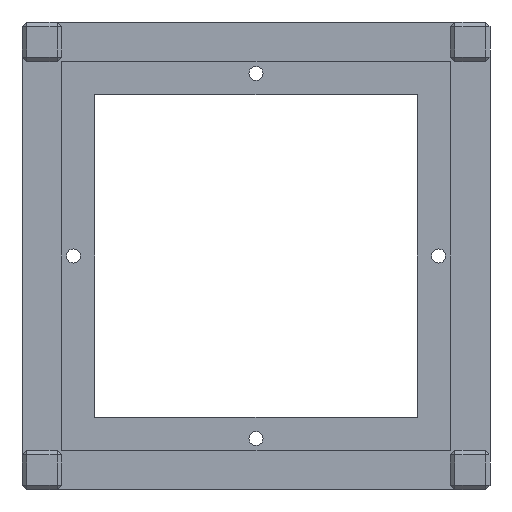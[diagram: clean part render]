
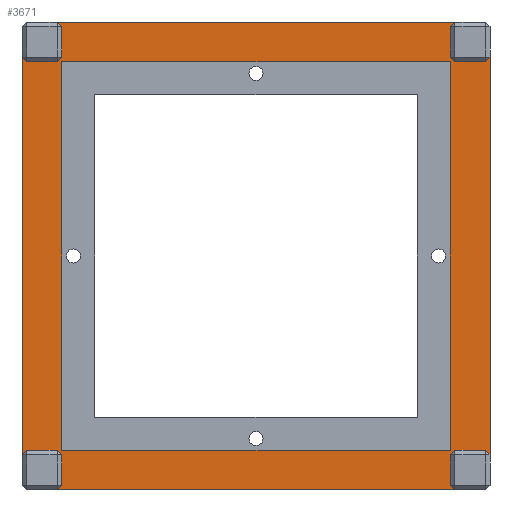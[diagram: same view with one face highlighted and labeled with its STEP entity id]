
A CAD part, front view. The second image highlights one B-rep face of the part: STEP entity #3671.
In plain terms, the highlighted planar face has unit normal (0, -1, 0).
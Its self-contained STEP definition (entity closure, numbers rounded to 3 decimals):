
#80=FACE_BOUND('',#733,.T.);
#255=PLANE('',#3939);
#461=FACE_OUTER_BOUND('',#732,.T.);
#732=EDGE_LOOP('',(#3393,#3394,#3395,#3396,#3397,#3398,#3399,#3400,#3401,
#3402,#3403,#3404,#3405,#3406,#3407,#3408,#3409,#3410,#3411,#3412,#3413,
#3414,#3415,#3416));
#733=EDGE_LOOP('',(#3417,#3418,#3419,#3420));
#796=LINE('',#5115,#1240);
#813=LINE('',#5147,#1257);
#820=LINE('',#5159,#1264);
#827=LINE('',#5171,#1271);
#837=LINE('',#5190,#1281);
#885=LINE('',#5288,#1329);
#888=LINE('',#5293,#1332);
#890=LINE('',#5298,#1334);
#895=LINE('',#5307,#1339);
#905=LINE('',#5326,#1349);
#953=LINE('',#5427,#1397);
#958=LINE('',#5436,#1402);
#963=LINE('',#5445,#1407);
#968=LINE('',#5452,#1412);
#973=LINE('',#5462,#1417);
#1017=LINE('',#5554,#1461);
#1020=LINE('',#5559,#1464);
#1026=LINE('',#5570,#1470);
#1031=LINE('',#5577,#1475);
#1036=LINE('',#5587,#1480);
#1165=LINE('',#5853,#1609);
#1168=LINE('',#5858,#1612);
#1169=LINE('',#5860,#1613);
#1170=LINE('',#5863,#1614);
#1175=LINE('',#5872,#1619);
#1176=LINE('',#5874,#1620);
#1182=LINE('',#5886,#1626);
#1183=LINE('',#5887,#1627);
#1240=VECTOR('',#4172,10.);
#1257=VECTOR('',#4203,10.);
#1264=VECTOR('',#4216,10.);
#1271=VECTOR('',#4229,10.);
#1281=VECTOR('',#4241,10.);
#1329=VECTOR('',#4335,10.);
#1332=VECTOR('',#4340,10.);
#1334=VECTOR('',#4344,10.);
#1339=VECTOR('',#4353,10.);
#1349=VECTOR('',#4365,10.);
#1397=VECTOR('',#4455,10.);
#1402=VECTOR('',#4464,10.);
#1407=VECTOR('',#4473,10.);
#1412=VECTOR('',#4482,10.);
#1417=VECTOR('',#4489,10.);
#1461=VECTOR('',#4575,10.);
#1464=VECTOR('',#4580,10.);
#1470=VECTOR('',#4592,10.);
#1475=VECTOR('',#4601,10.);
#1480=VECTOR('',#4608,10.);
#1609=VECTOR('',#4841,10.);
#1612=VECTOR('',#4846,10.);
#1613=VECTOR('',#4849,10.);
#1614=VECTOR('',#4852,10.);
#1619=VECTOR('',#4863,10.);
#1620=VECTOR('',#4866,10.);
#1626=VECTOR('',#4884,10.);
#1627=VECTOR('',#4885,10.);
#1749=VERTEX_POINT('',#5113);
#1750=VERTEX_POINT('',#5114);
#1757=VERTEX_POINT('',#5145);
#1758=VERTEX_POINT('',#5146);
#1759=VERTEX_POINT('',#5157);
#1760=VERTEX_POINT('',#5158);
#1762=VERTEX_POINT('',#5170);
#1796=VERTEX_POINT('',#5286);
#1797=VERTEX_POINT('',#5287);
#1798=VERTEX_POINT('',#5292);
#1799=VERTEX_POINT('',#5296);
#1800=VERTEX_POINT('',#5297);
#1802=VERTEX_POINT('',#5306);
#1841=VERTEX_POINT('',#5425);
#1842=VERTEX_POINT('',#5426);
#1843=VERTEX_POINT('',#5434);
#1844=VERTEX_POINT('',#5435);
#1845=VERTEX_POINT('',#5443);
#1846=VERTEX_POINT('',#5444);
#1876=VERTEX_POINT('',#5552);
#1877=VERTEX_POINT('',#5553);
#1878=VERTEX_POINT('',#5558);
#1879=VERTEX_POINT('',#5568);
#1880=VERTEX_POINT('',#5569);
#1968=VERTEX_POINT('',#5850);
#1969=VERTEX_POINT('',#5852);
#1970=VERTEX_POINT('',#5856);
#1971=VERTEX_POINT('',#5862);
#2076=EDGE_CURVE('',#1749,#1750,#796,.F.);
#2093=EDGE_CURVE('',#1757,#1758,#813,.F.);
#2100=EDGE_CURVE('',#1759,#1760,#820,.F.);
#2107=EDGE_CURVE('',#1750,#1762,#827,.T.);
#2117=EDGE_CURVE('',#1760,#1749,#837,.T.);
#2165=EDGE_CURVE('',#1796,#1797,#885,.F.);
#2168=EDGE_CURVE('',#1762,#1798,#888,.F.);
#2170=EDGE_CURVE('',#1799,#1800,#890,.F.);
#2175=EDGE_CURVE('',#1797,#1802,#895,.T.);
#2185=EDGE_CURVE('',#1800,#1796,#905,.T.);
#2233=EDGE_CURVE('',#1841,#1842,#953,.F.);
#2238=EDGE_CURVE('',#1843,#1844,#958,.F.);
#2243=EDGE_CURVE('',#1845,#1846,#963,.F.);
#2248=EDGE_CURVE('',#1757,#1844,#968,.T.);
#2253=EDGE_CURVE('',#1846,#1843,#973,.T.);
#2297=EDGE_CURVE('',#1876,#1877,#1017,.F.);
#2300=EDGE_CURVE('',#1802,#1878,#1020,.F.);
#2306=EDGE_CURVE('',#1879,#1880,#1026,.F.);
#2311=EDGE_CURVE('',#1841,#1877,#1031,.T.);
#2316=EDGE_CURVE('',#1880,#1876,#1036,.T.);
#2445=EDGE_CURVE('',#1968,#1969,#1165,.T.);
#2448=EDGE_CURVE('',#1970,#1968,#1168,.T.);
#2449=EDGE_CURVE('',#1842,#1845,#1169,.T.);
#2450=EDGE_CURVE('',#1971,#1969,#1170,.T.);
#2455=EDGE_CURVE('',#1970,#1971,#1175,.T.);
#2456=EDGE_CURVE('',#1798,#1799,#1176,.T.);
#2462=EDGE_CURVE('',#1758,#1759,#1182,.T.);
#2463=EDGE_CURVE('',#1878,#1879,#1183,.T.);
#3393=ORIENTED_EDGE('',*,*,#2462,.F.);
#3394=ORIENTED_EDGE('',*,*,#2093,.F.);
#3395=ORIENTED_EDGE('',*,*,#2248,.T.);
#3396=ORIENTED_EDGE('',*,*,#2238,.F.);
#3397=ORIENTED_EDGE('',*,*,#2253,.F.);
#3398=ORIENTED_EDGE('',*,*,#2243,.F.);
#3399=ORIENTED_EDGE('',*,*,#2449,.F.);
#3400=ORIENTED_EDGE('',*,*,#2233,.F.);
#3401=ORIENTED_EDGE('',*,*,#2311,.T.);
#3402=ORIENTED_EDGE('',*,*,#2297,.F.);
#3403=ORIENTED_EDGE('',*,*,#2316,.F.);
#3404=ORIENTED_EDGE('',*,*,#2306,.F.);
#3405=ORIENTED_EDGE('',*,*,#2463,.F.);
#3406=ORIENTED_EDGE('',*,*,#2300,.F.);
#3407=ORIENTED_EDGE('',*,*,#2175,.F.);
#3408=ORIENTED_EDGE('',*,*,#2165,.F.);
#3409=ORIENTED_EDGE('',*,*,#2185,.F.);
#3410=ORIENTED_EDGE('',*,*,#2170,.F.);
#3411=ORIENTED_EDGE('',*,*,#2456,.F.);
#3412=ORIENTED_EDGE('',*,*,#2168,.F.);
#3413=ORIENTED_EDGE('',*,*,#2107,.F.);
#3414=ORIENTED_EDGE('',*,*,#2076,.F.);
#3415=ORIENTED_EDGE('',*,*,#2117,.F.);
#3416=ORIENTED_EDGE('',*,*,#2100,.F.);
#3417=ORIENTED_EDGE('',*,*,#2455,.T.);
#3418=ORIENTED_EDGE('',*,*,#2450,.T.);
#3419=ORIENTED_EDGE('',*,*,#2445,.F.);
#3420=ORIENTED_EDGE('',*,*,#2448,.F.);
#3671=ADVANCED_FACE('',(#461,#80),#255,.T.);
#3939=AXIS2_PLACEMENT_3D('',#5885,#4882,#4883);
#4172=DIRECTION('',(-0.707,0.,0.707));
#4203=DIRECTION('',(0.707,0.,-0.707));
#4216=DIRECTION('',(0.707,0.,0.707));
#4229=DIRECTION('',(-1.,0.,0.));
#4241=DIRECTION('',(0.,0.,-1.));
#4335=DIRECTION('',(0.707,0.,0.707));
#4340=DIRECTION('',(-0.707,0.,-0.707));
#4344=DIRECTION('',(0.707,0.,-0.707));
#4353=DIRECTION('',(0.,0.,1.));
#4365=DIRECTION('',(-1.,0.,0.));
#4455=DIRECTION('',(0.707,0.,0.707));
#4464=DIRECTION('',(-0.707,0.,-0.707));
#4473=DIRECTION('',(-0.707,0.,0.707));
#4482=DIRECTION('',(0.,0.,1.));
#4489=DIRECTION('',(1.,0.,0.));
#4575=DIRECTION('',(0.707,0.,-0.707));
#4580=DIRECTION('',(-0.707,0.,0.707));
#4592=DIRECTION('',(-0.707,0.,-0.707));
#4601=DIRECTION('',(-1.,0.,0.));
#4608=DIRECTION('',(0.,0.,1.));
#4841=DIRECTION('',(-1.,0.,0.));
#4846=DIRECTION('',(0.,0.,1.));
#4849=DIRECTION('',(0.,0.,-1.));
#4852=DIRECTION('',(0.,0.,1.));
#4863=DIRECTION('',(-1.,0.,0.));
#4866=DIRECTION('',(0.,0.,1.));
#4882=DIRECTION('center_axis',(0.,-1.,0.));
#4883=DIRECTION('ref_axis',(1.,0.,0.));
#4884=DIRECTION('',(-1.,0.,0.));
#4885=DIRECTION('',(1.,0.,0.));
#5113=CARTESIAN_POINT('',(-3.5,6.5,-49.));
#5114=CARTESIAN_POINT('',(-2.5,6.5,-50.));
#5115=CARTESIAN_POINT('',(-5.125,6.5,-47.375));
#5145=CARTESIAN_POINT('',(5.,6.5,-42.5));
#5146=CARTESIAN_POINT('',(4.,6.5,-41.5));
#5147=CARTESIAN_POINT('',(2.375,6.5,-39.875));
#5157=CARTESIAN_POINT('',(-2.5,6.5,-41.5));
#5158=CARTESIAN_POINT('',(-3.5,6.5,-42.5));
#5159=CARTESIAN_POINT('',(-3.,6.5,-42.));
#5170=CARTESIAN_POINT('',(-87.5,6.5,-50.));
#5171=CARTESIAN_POINT('',(-3.5,6.5,-50.));
#5190=CARTESIAN_POINT('',(-3.5,6.5,-50.));
#5286=CARTESIAN_POINT('',(-94.,6.5,-41.5));
#5287=CARTESIAN_POINT('',(-95.,6.5,-42.5));
#5288=CARTESIAN_POINT('',(-71.625,6.5,-19.125));
#5292=CARTESIAN_POINT('',(-86.5,6.5,-49.));
#5293=CARTESIAN_POINT('',(-66.25,6.5,-28.75));
#5296=CARTESIAN_POINT('',(-86.5,6.5,-42.5));
#5297=CARTESIAN_POINT('',(-87.5,6.5,-41.5));
#5298=CARTESIAN_POINT('',(-66.25,6.5,-62.75));
#5306=CARTESIAN_POINT('',(-95.,6.5,42.5));
#5307=CARTESIAN_POINT('',(-95.,6.5,-41.5));
#5326=CARTESIAN_POINT('',(-95.,6.5,-41.5));
#5425=CARTESIAN_POINT('',(-2.5,6.5,50.));
#5426=CARTESIAN_POINT('',(-3.5,6.5,49.));
#5427=CARTESIAN_POINT('',(-5.125,6.5,47.375));
#5434=CARTESIAN_POINT('',(4.,6.5,41.5));
#5435=CARTESIAN_POINT('',(5.,6.5,42.5));
#5436=CARTESIAN_POINT('',(-18.375,6.5,19.125));
#5443=CARTESIAN_POINT('',(-3.5,6.5,42.5));
#5444=CARTESIAN_POINT('',(-2.5,6.5,41.5));
#5445=CARTESIAN_POINT('',(17.75,6.5,21.25));
#5452=CARTESIAN_POINT('',(5.,6.5,-41.5));
#5462=CARTESIAN_POINT('',(0.75,6.5,41.5));
#5552=CARTESIAN_POINT('',(-86.5,6.5,49.));
#5553=CARTESIAN_POINT('',(-87.5,6.5,50.));
#5554=CARTESIAN_POINT('',(-64.125,6.5,26.625));
#5558=CARTESIAN_POINT('',(-94.,6.5,41.5));
#5559=CARTESIAN_POINT('',(-73.75,6.5,21.25));
#5568=CARTESIAN_POINT('',(-87.5,6.5,41.5));
#5569=CARTESIAN_POINT('',(-86.5,6.5,42.5));
#5570=CARTESIAN_POINT('',(-66.25,6.5,62.75));
#5577=CARTESIAN_POINT('',(-3.5,6.5,50.));
#5587=CARTESIAN_POINT('',(-86.5,6.5,45.75));
#5850=CARTESIAN_POINT('',(-3.5,6.5,41.5));
#5852=CARTESIAN_POINT('',(-86.5,6.5,41.5));
#5853=CARTESIAN_POINT('',(-3.5,6.5,41.5));
#5856=CARTESIAN_POINT('',(-3.5,6.5,-41.5));
#5858=CARTESIAN_POINT('',(-3.5,6.5,-41.5));
#5860=CARTESIAN_POINT('',(-3.5,6.5,-4.25));
#5862=CARTESIAN_POINT('',(-86.5,6.5,-41.5));
#5863=CARTESIAN_POINT('',(-86.5,6.5,-41.5));
#5872=CARTESIAN_POINT('',(-3.5,6.5,-41.5));
#5874=CARTESIAN_POINT('',(-86.5,6.5,0.));
#5885=CARTESIAN_POINT('Origin',(-3.5,6.5,-41.5));
#5886=CARTESIAN_POINT('',(-3.5,6.5,-41.5));
#5887=CARTESIAN_POINT('',(-90.75,6.5,41.5));
